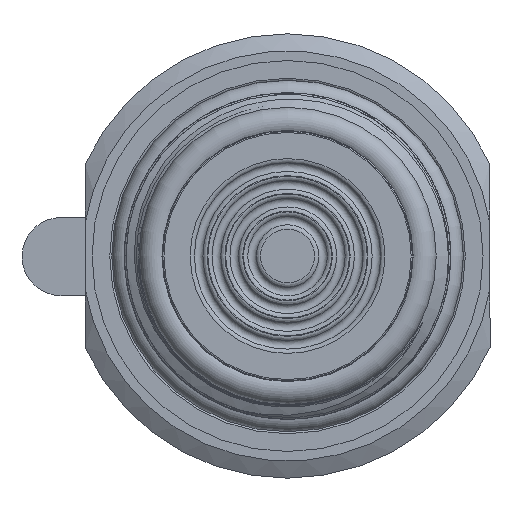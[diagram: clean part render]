
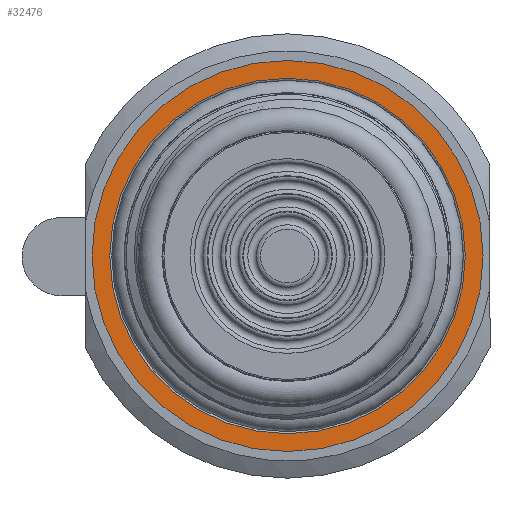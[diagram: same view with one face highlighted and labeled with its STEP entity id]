
A CAD part, left-side view. The second image highlights one B-rep face of the part: STEP entity #32476.
In plain terms, the highlighted planar face has unit normal (-1, 0, 0).
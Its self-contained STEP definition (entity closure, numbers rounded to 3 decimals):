
#794=FACE_BOUND('',#5425,.T.);
#1824=PLANE('',#34676);
#3539=FACE_OUTER_BOUND('',#5424,.T.);
#5424=EDGE_LOOP('',(#30398));
#5425=EDGE_LOOP('',(#30399));
#6115=CIRCLE('',#34674,18.);
#6117=CIRCLE('',#34677,19.8);
#16251=VERTEX_POINT('',#90512);
#16252=VERTEX_POINT('',#90516);
#20972=EDGE_CURVE('',#16251,#16251,#6115,.T.);
#20974=EDGE_CURVE('',#16252,#16252,#6117,.T.);
#30398=ORIENTED_EDGE('',*,*,#20974,.F.);
#30399=ORIENTED_EDGE('',*,*,#20972,.T.);
#32476=ADVANCED_FACE('',(#3539,#794),#1824,.T.);
#34674=AXIS2_PLACEMENT_3D('',#90513,#41936,#41937);
#34676=AXIS2_PLACEMENT_3D('',#90515,#41940,#41941);
#34677=AXIS2_PLACEMENT_3D('',#90517,#41942,#41943);
#41936=DIRECTION('center_axis',(1.,0.,0.));
#41937=DIRECTION('ref_axis',(0.,0.,-1.));
#41940=DIRECTION('center_axis',(-1.,0.,0.));
#41941=DIRECTION('ref_axis',(0.,0.,1.));
#41942=DIRECTION('center_axis',(1.,0.,0.));
#41943=DIRECTION('ref_axis',(0.,0.,-1.));
#90512=CARTESIAN_POINT('',(25.,0.,18.));
#90513=CARTESIAN_POINT('Origin',(25.,0.,0.));
#90515=CARTESIAN_POINT('Origin',(25.,19.8,0.));
#90516=CARTESIAN_POINT('',(25.,-19.8,0.));
#90517=CARTESIAN_POINT('Origin',(25.,0.,0.));
